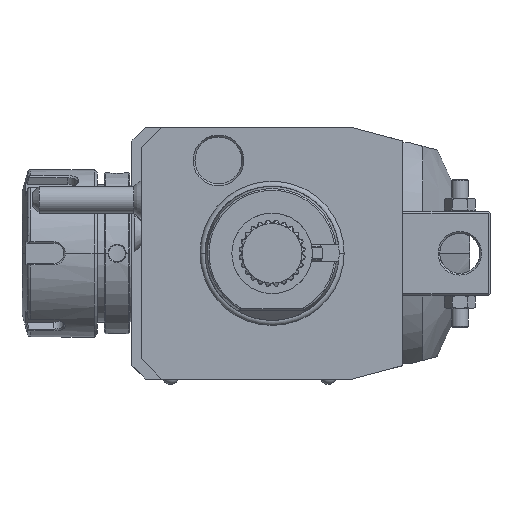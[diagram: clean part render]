
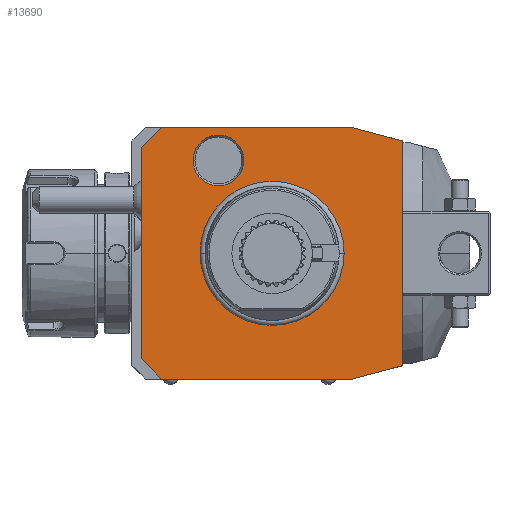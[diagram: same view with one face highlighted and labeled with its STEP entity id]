
A CAD part, front view. The second image highlights one B-rep face of the part: STEP entity #13690.
In plain terms, the highlighted planar face has unit normal (0, -1, 0).
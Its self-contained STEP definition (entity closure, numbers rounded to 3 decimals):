
#1=DIRECTION('',(-0.966,0.,0.259));
#2=VECTOR('',#1,15.529);
#3=CARTESIAN_POINT('',(39.,0.,33.481));
#4=LINE('',#3,#2);
#5=DIRECTION('',(0.,0.,1.));
#6=VECTOR('',#5,66.962);
#7=CARTESIAN_POINT('',(39.,0.,-33.481));
#8=LINE('',#7,#6);
#9=DIRECTION('',(0.966,0.,0.259));
#10=VECTOR('',#9,15.529);
#11=CARTESIAN_POINT('',(24.,0.,-37.5));
#12=LINE('',#11,#10);
#13=DIRECTION('',(1.,0.,0.));
#14=VECTOR('',#13,57.);
#15=CARTESIAN_POINT('',(-33.,0.,-37.5));
#16=LINE('',#15,#14);
#17=DIRECTION('',(0.707,0.,-0.707));
#18=VECTOR('',#17,8.485);
#19=CARTESIAN_POINT('',(-39.,0.,-31.5));
#20=LINE('',#19,#18);
#21=DIRECTION('',(0.,0.,-1.));
#22=VECTOR('',#21,63.);
#23=CARTESIAN_POINT('',(-39.,0.,31.5));
#24=LINE('',#23,#22);
#25=DIRECTION('',(-0.707,0.,-0.707));
#26=VECTOR('',#25,8.485);
#27=CARTESIAN_POINT('',(-33.,0.,37.5));
#28=LINE('',#27,#26);
#29=DIRECTION('',(-1.,0.,0.));
#30=VECTOR('',#29,57.);
#31=CARTESIAN_POINT('',(24.,0.,37.5));
#32=LINE('',#31,#30);
#33=CARTESIAN_POINT('',(-16.,0.,27.713));
#34=DIRECTION('',(0.,1.,0.));
#35=DIRECTION('',(1.,0.,0.));
#36=AXIS2_PLACEMENT_3D('',#33,#34,#35);
#38=CARTESIAN_POINT('',(-16.,0.,27.713));
#39=DIRECTION('',(0.,1.,0.));
#40=DIRECTION('',(-1.,0.,0.));
#41=AXIS2_PLACEMENT_3D('',#38,#39,#40);
#7517=CARTESIAN_POINT('',(0.,0.,0.));
#7518=DIRECTION('',(0.,1.,0.));
#7519=DIRECTION('',(-1.,0.,0.));
#7520=AXIS2_PLACEMENT_3D('',#7517,#7518,#7519);
#7522=CARTESIAN_POINT('',(0.,0.,0.));
#7523=DIRECTION('',(0.,1.,0.));
#7524=DIRECTION('',(1.,0.,0.));
#7525=AXIS2_PLACEMENT_3D('',#7522,#7523,#7524);
#12352=CARTESIAN_POINT('',(-8.423,0.,27.713));
#12353=CARTESIAN_POINT('',(-23.577,0.,27.713));
#12354=VERTEX_POINT('',#12352);
#12355=VERTEX_POINT('',#12353);
#13269=CARTESIAN_POINT('',(39.,0.,33.481));
#13270=CARTESIAN_POINT('',(24.,0.,37.5));
#13271=VERTEX_POINT('',#13269);
#13272=VERTEX_POINT('',#13270);
#13273=CARTESIAN_POINT('',(-33.,0.,37.5));
#13274=VERTEX_POINT('',#13273);
#13275=CARTESIAN_POINT('',(-39.,0.,31.5));
#13276=VERTEX_POINT('',#13275);
#13277=CARTESIAN_POINT('',(-39.,0.,-31.5));
#13278=VERTEX_POINT('',#13277);
#13279=CARTESIAN_POINT('',(-33.,0.,-37.5));
#13280=VERTEX_POINT('',#13279);
#13281=CARTESIAN_POINT('',(24.,0.,-37.5));
#13282=VERTEX_POINT('',#13281);
#13283=CARTESIAN_POINT('',(39.,0.,-33.481));
#13284=VERTEX_POINT('',#13283);
#13545=CARTESIAN_POINT('',(-21.137,0.,0.));
#13546=CARTESIAN_POINT('',(21.137,0.,0.));
#13547=VERTEX_POINT('',#13545);
#13548=VERTEX_POINT('',#13546);
#13655=CARTESIAN_POINT('',(0.,0.,0.));
#13656=DIRECTION('',(0.,-1.,0.));
#13657=DIRECTION('',(-1.,0.,0.));
#13658=AXIS2_PLACEMENT_3D('',#13655,#13656,#13657);
#13659=PLANE('',#13658);
#13661=ORIENTED_EDGE('',*,*,#13660,.F.);
#13663=ORIENTED_EDGE('',*,*,#13662,.F.);
#13665=ORIENTED_EDGE('',*,*,#13664,.F.);
#13667=ORIENTED_EDGE('',*,*,#13666,.F.);
#13669=ORIENTED_EDGE('',*,*,#13668,.F.);
#13671=ORIENTED_EDGE('',*,*,#13670,.F.);
#13673=ORIENTED_EDGE('',*,*,#13672,.F.);
#13675=ORIENTED_EDGE('',*,*,#13674,.F.);
#13676=EDGE_LOOP('',(#13661,#13663,#13665,#13667,#13669,#13671,#13673,#13675));
#13677=FACE_OUTER_BOUND('',#13676,.F.);
#13679=ORIENTED_EDGE('',*,*,#13678,.F.);
#13681=ORIENTED_EDGE('',*,*,#13680,.F.);
#13682=EDGE_LOOP('',(#13679,#13681));
#13683=FACE_BOUND('',#13682,.F.);
#13685=ORIENTED_EDGE('',*,*,#13684,.F.);
#13687=ORIENTED_EDGE('',*,*,#13686,.F.);
#13688=EDGE_LOOP('',(#13685,#13687));
#13689=FACE_BOUND('',#13688,.F.);
#37=CIRCLE('',#36,7.577);
#42=CIRCLE('',#41,7.577);
#7521=CIRCLE('',#7520,21.137);
#7526=CIRCLE('',#7525,21.137);
#13660=EDGE_CURVE('',#13271,#13272,#4,.T.);
#13662=EDGE_CURVE('',#13284,#13271,#8,.T.);
#13664=EDGE_CURVE('',#13282,#13284,#12,.T.);
#13666=EDGE_CURVE('',#13280,#13282,#16,.T.);
#13668=EDGE_CURVE('',#13278,#13280,#20,.T.);
#13670=EDGE_CURVE('',#13276,#13278,#24,.T.);
#13672=EDGE_CURVE('',#13274,#13276,#28,.T.);
#13674=EDGE_CURVE('',#13272,#13274,#32,.T.);
#13678=EDGE_CURVE('',#13547,#13548,#7521,.T.);
#13680=EDGE_CURVE('',#13548,#13547,#7526,.T.);
#13684=EDGE_CURVE('',#12354,#12355,#37,.T.);
#13686=EDGE_CURVE('',#12355,#12354,#42,.T.);
#13690=ADVANCED_FACE('',(#13677,#13683,#13689),#13659,.T.);
